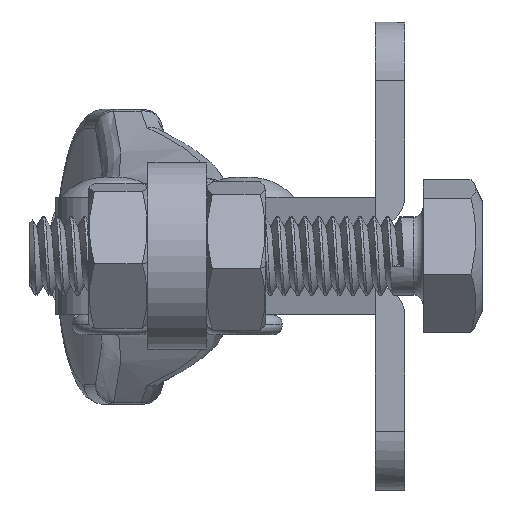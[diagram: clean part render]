
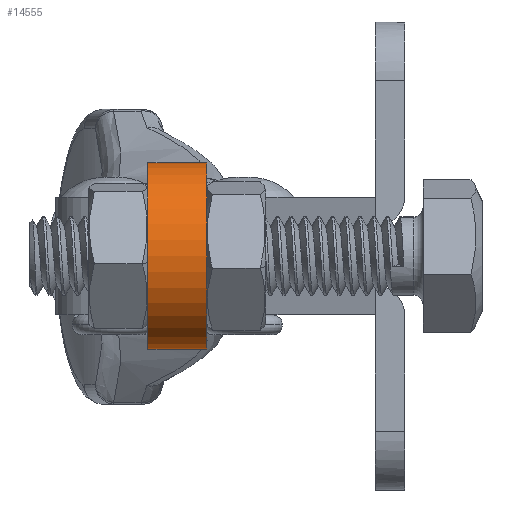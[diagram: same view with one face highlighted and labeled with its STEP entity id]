
A CAD part, left-side view. The second image highlights one B-rep face of the part: STEP entity #14555.
In plain terms, the highlighted cylindrical face has radius 4.75 mm (diameter 9.5 mm), a partial arc.
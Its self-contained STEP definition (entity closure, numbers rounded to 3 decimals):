
#356 = EDGE_CURVE ( 'NONE', #6045, #17271, #24529, .T. ) ;
#1014 = DIRECTION ( 'NONE',  ( 0., 0.942, 0.337 ) ) ;
#1193 = CARTESIAN_POINT ( 'NONE',  ( -23.5, 1.938, 0.995 ) ) ;
#1398 = CYLINDRICAL_SURFACE ( 'NONE', #27474, 4.75 ) ;
#1630 = AXIS2_PLACEMENT_3D ( 'NONE', #1193, #1014, #7826 ) ;
#2820 = VERTEX_POINT ( 'NONE', #14365 ) ;
#2936 = FACE_OUTER_BOUND ( 'NONE', #8731, .T. ) ;
#3664 = AXIS2_PLACEMENT_3D ( 'NONE', #19799, #5422, #22205 ) ;
#5165 = ORIENTED_EDGE ( 'NONE', *, *, #356, .T. ) ;
#5422 = DIRECTION ( 'NONE',  ( 0., 0.942, 0.337 ) ) ;
#6045 = VERTEX_POINT ( 'NONE', #12980 ) ;
#7681 = ORIENTED_EDGE ( 'NONE', *, *, #22694, .F. ) ;
#7826 = DIRECTION ( 'NONE',  ( 0., -0.337, 0.942 ) ) ;
#7905 = CIRCLE ( 'NONE', #3664, 4.75 ) ;
#8731 = EDGE_LOOP ( 'NONE', ( #7681, #5165, #26524, #19684 ) ) ;
#9359 = CARTESIAN_POINT ( 'NONE',  ( -23.5, 3.537, -3.478 ) ) ;
#9618 = VECTOR ( 'NONE', #24737, 1000. ) ;
#12980 = CARTESIAN_POINT ( 'NONE',  ( -23.5, 3.537, -3.478 ) ) ;
#14365 = CARTESIAN_POINT ( 'NONE',  ( -23.5, 3.163, 6.478 ) ) ;
#14555 = ADVANCED_FACE ( 'NONE', ( #2936 ), #1398, .T. ) ;
#15023 = LINE ( 'NONE', #9359, #27812 ) ;
#15032 = CARTESIAN_POINT ( 'NONE',  ( -23.5, 6.362, -2.468 ) ) ;
#15235 = VERTEX_POINT ( 'NONE', #15032 ) ;
#15680 = EDGE_CURVE ( 'NONE', #17271, #2820, #31050, .T. ) ;
#17271 = VERTEX_POINT ( 'NONE', #28860 ) ;
#19684 = ORIENTED_EDGE ( 'NONE', *, *, #22765, .F. ) ;
#19799 = CARTESIAN_POINT ( 'NONE',  ( -23.5, 4.762, 2.005 ) ) ;
#21440 = DIRECTION ( 'NONE',  ( 0., 0.942, 0.337 ) ) ;
#22205 = DIRECTION ( 'NONE',  ( 0., -0.337, 0.942 ) ) ;
#22694 = EDGE_CURVE ( 'NONE', #6045, #15235, #15023, .T. ) ;
#22765 = EDGE_CURVE ( 'NONE', #15235, #2820, #7905, .T. ) ;
#23753 = CARTESIAN_POINT ( 'NONE',  ( -23.5, 1.938, 0.995 ) ) ;
#23869 = DIRECTION ( 'NONE',  ( 0., -0.337, 0.942 ) ) ;
#24529 = CIRCLE ( 'NONE', #1630, 4.75 ) ;
#24737 = DIRECTION ( 'NONE',  ( 0., 0.942, 0.337 ) ) ;
#25987 = DIRECTION ( 'NONE',  ( 0., 0.942, 0.337 ) ) ;
#26524 = ORIENTED_EDGE ( 'NONE', *, *, #15680, .T. ) ;
#27030 = CARTESIAN_POINT ( 'NONE',  ( -23.5, 0.338, 5.468 ) ) ;
#27474 = AXIS2_PLACEMENT_3D ( 'NONE', #23753, #21440, #23869 ) ;
#27812 = VECTOR ( 'NONE', #25987, 1000. ) ;
#28860 = CARTESIAN_POINT ( 'NONE',  ( -23.5, 0.338, 5.468 ) ) ;
#31050 = LINE ( 'NONE', #27030, #9618 ) ;
